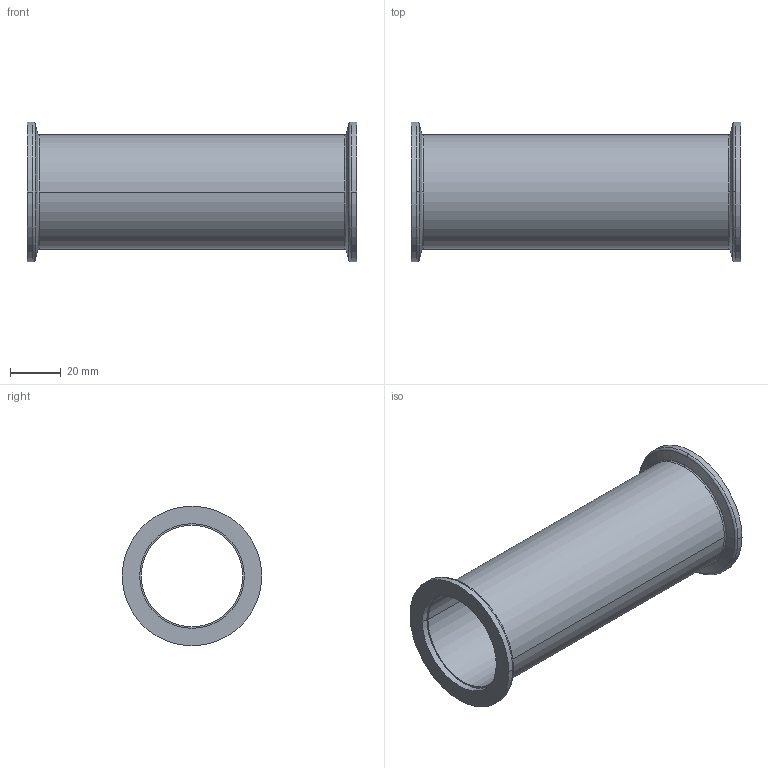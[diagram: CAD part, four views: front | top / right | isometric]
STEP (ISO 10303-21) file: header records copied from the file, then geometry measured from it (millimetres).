
FILE_DESCRIPTION((''),'2;1');
FILE_NAME('211-229.stp','2003-10-09T10:41:50',('KAA'),(''),'Autodesk Inventor (R) 6.0','Autodesk Inventor (R) 6.0','');
FILE_SCHEMA(('CONFIG_CONTROL_DESIGN'));
Length unit declared in the file: millimetre
Products named in the file (1): 211-229
Bounding box: 130 x 55 x 55 mm (x, y, z)
Volume: 48664.2 mm3; surface area: 38293.4 mm2
Topology: 1 solids, 1 shells, 28 faces, 72 edges, 48 vertices
Faces by surface type: cylinder 12, torus 4, cone 4, bspline 4, plane 4
Entity records: 1151 total; most frequent: CARTESIAN_POINT 325, DIRECTION 178, ORIENTED_EDGE 144, AXIS2_PLACEMENT_3D 81, EDGE_CURVE 72, CIRCLE 56, VERTEX_POINT 48, EDGE_LOOP 32
